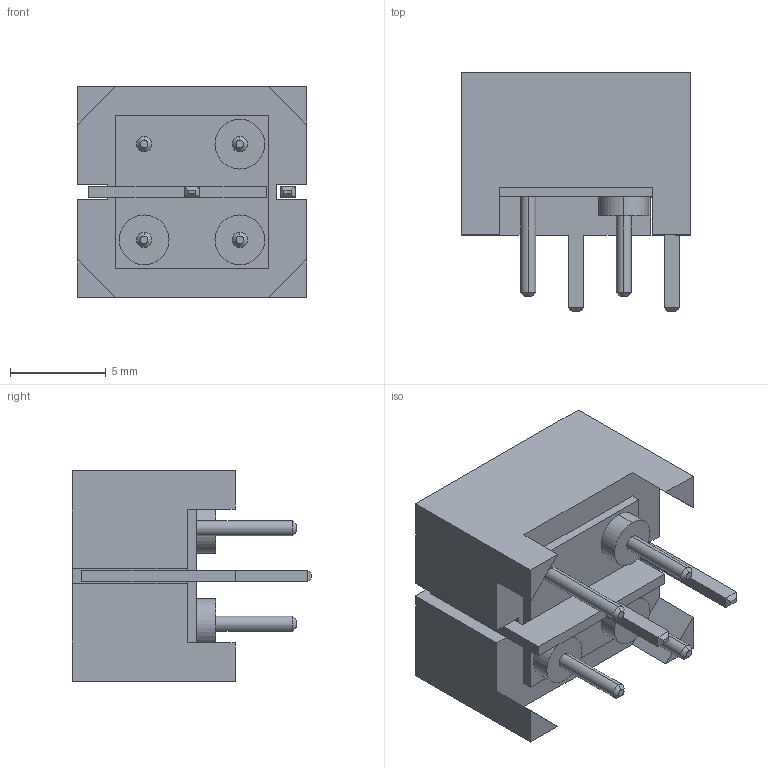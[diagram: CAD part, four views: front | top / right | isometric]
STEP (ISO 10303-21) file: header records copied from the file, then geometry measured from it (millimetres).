
FILE_DESCRIPTION (( 'STEP AP214' ), '1' );
FILE_NAME ('BNX012H01.STEP', '2019-11-29T23:15:40', ( '' ), ( '' ), 'SwSTEP 2.0', 'SolidWorks 2017', '' );
FILE_SCHEMA (( 'AUTOMOTIVE_DESIGN' ));
Length unit declared in the file: millimetre
Products named in the file (1): BNX012H01
Bounding box: 12 x 12.5 x 11 mm (x, y, z)
Volume: 756.5 mm3; surface area: 1172.9 mm2
Topology: 16 solids, 16 shells, 171 faces, 394 edges, 256 vertices
Faces by surface type: plane 95, cylinder 40, cone 20, torus 16
Entity records: 5069 total; most frequent: DIRECTION 886, CARTESIAN_POINT 862, ORIENTED_EDGE 788, EDGE_CURVE 394, AXIS2_PLACEMENT_3D 328, VERTEX_POINT 256, VECTOR 230, LINE 230
